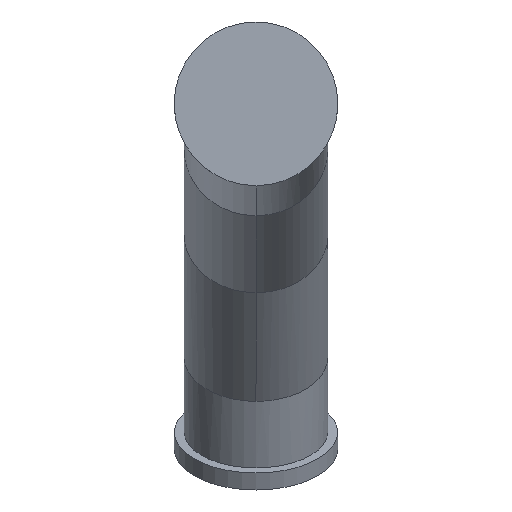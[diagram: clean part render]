
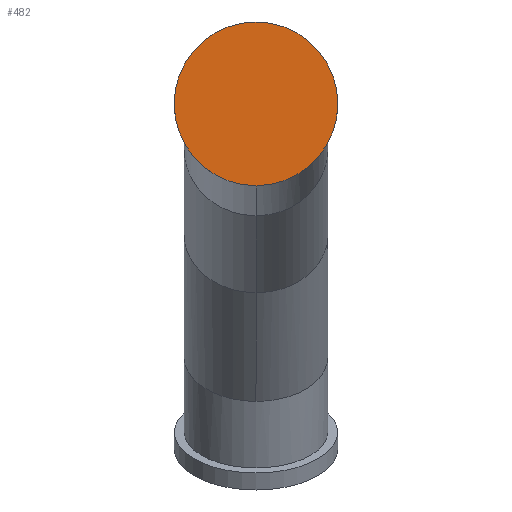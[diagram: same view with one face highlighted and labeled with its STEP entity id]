
A CAD part, top view. The second image highlights one B-rep face of the part: STEP entity #482.
In plain terms, the highlighted planar face has unit normal (0, 0, 1).
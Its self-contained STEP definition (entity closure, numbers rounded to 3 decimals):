
#101 = AXIS2_PLACEMENT_3D ( 'NONE', #1183, #1343, #1741 ) ;
#123 = CARTESIAN_POINT ( 'NONE',  ( -125., 0., 0. ) ) ;
#258 = DIRECTION ( 'NONE',  ( 1., 0., 0. ) ) ;
#299 = EDGE_CURVE ( 'Defeatured_0_17+Defeatured_0_13+Defeatured_0_13+Defeatured_0_13', #896, #398, #1666, .T. ) ;
#398 = VERTEX_POINT ( 'NONE', #466 ) ;
#439 = AXIS2_PLACEMENT_3D ( 'NONE', #588, #595, #2277 ) ;
#466 = CARTESIAN_POINT ( 'NONE',  ( 125., 0., 0. ) ) ;
#482 = ADVANCED_FACE ( 'Defeatured_0_17', ( #799 ), #1764, .T. ) ;
#588 = CARTESIAN_POINT ( 'NONE',  ( 0., 0., 0. ) ) ;
#595 = DIRECTION ( 'NONE',  ( 0., 0., 1. ) ) ;
#799 = FACE_OUTER_BOUND ( 'NONE', #1864, .T. ) ;
#896 = VERTEX_POINT ( 'NONE', #123 ) ;
#945 = ORIENTED_EDGE ( 'NONE', *, *, #1890, .T. ) ;
#1183 = CARTESIAN_POINT ( 'NONE',  ( 0., 0., 0. ) ) ;
#1343 = DIRECTION ( 'NONE',  ( 0., 0., 1. ) ) ;
#1445 = CIRCLE ( 'NONE', #101, 125. ) ;
#1574 = ORIENTED_EDGE ( 'NONE', *, *, #299, .T. ) ;
#1666 = CIRCLE ( 'NONE', #439, 125. ) ;
#1741 = DIRECTION ( 'NONE',  ( 1., 0., 0. ) ) ;
#1764 = PLANE ( 'NONE',  #2211 ) ;
#1864 = EDGE_LOOP ( 'NONE', ( #945, #1574 ) ) ;
#1890 = EDGE_CURVE ( 'Defeatured_0_17+Defeatured_0_13+Defeatured_0_13+Defeatured_0_13', #398, #896, #1445, .T. ) ;
#2126 = DIRECTION ( 'NONE',  ( 0., 0., 1. ) ) ;
#2134 = CARTESIAN_POINT ( 'NONE',  ( 0., 0., 0. ) ) ;
#2211 = AXIS2_PLACEMENT_3D ( 'NONE', #2134, #2126, #258 ) ;
#2277 = DIRECTION ( 'NONE',  ( 1., 0., 0. ) ) ;
